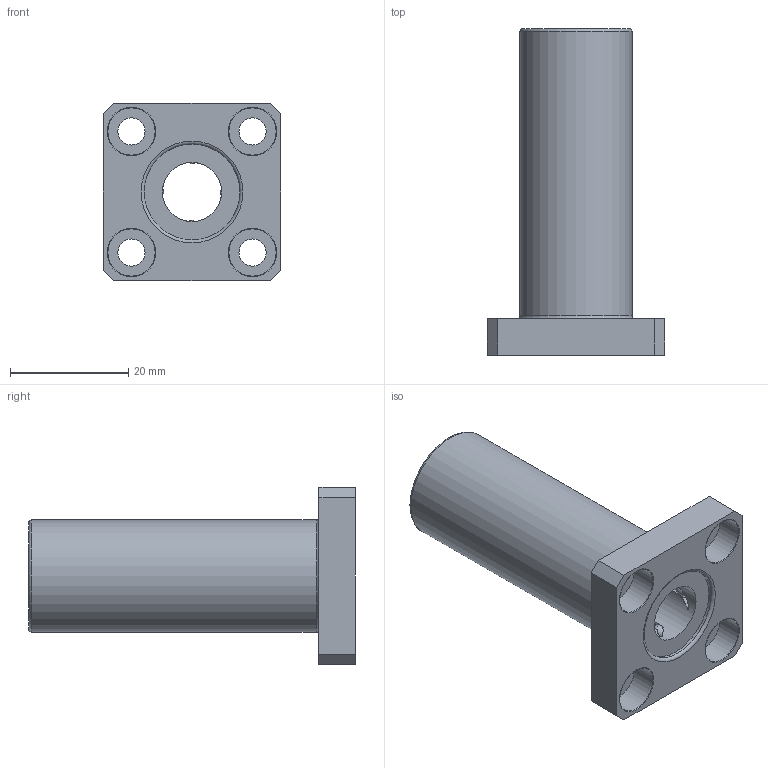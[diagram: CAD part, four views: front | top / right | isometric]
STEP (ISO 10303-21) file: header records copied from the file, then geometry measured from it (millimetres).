
FILE_DESCRIPTION(/* description */ (''),/* implementation_level */ '2;1');
FILE_NAME(/* name */ 'Linear Motion Bearing (LM10UU).stp',/* time_stamp */ '2025-10-25T09:59:54+07:00',/* author */ ('Hp'),/* organization */ (''),/* preprocessor_version */ 'ST-DEVELOPER v20',/* originating_system */ 'Autodesk Inventor 2024',/* authorisation */ '');
FILE_SCHEMA (('AUTOMOTIVE_DESIGN { 1 0 10303 214 3 1 1 }'));
Length unit declared in the file: millimetre
Products named in the file (1): Linear Motion Bearing (LM10UU)
Bounding box: 30 x 55.3 x 30 mm (x, y, z)
Volume: 13102 mm3; surface area: 15569.2 mm2
Topology: 67 solids, 67 shells, 228 faces, 633 edges, 387 vertices
Faces by surface type: bspline 84, sphere 64, plane 43, cylinder 30, torus 7
Full cylindrical faces by diameter (mm): 4.6 x4, 8 x4, 10 x2, 14.3 x4, 16.2 x7, 19 x1
Entity records: 11675 total; most frequent: CARTESIAN_POINT 7177, ORIENTED_EDGE 890, DIRECTION 720, EDGE_CURVE 445, VERTEX_POINT 378, AXIS2_PLACEMENT_3D 320, EDGE_LOOP 253, FACE_OUTER_BOUND 220
